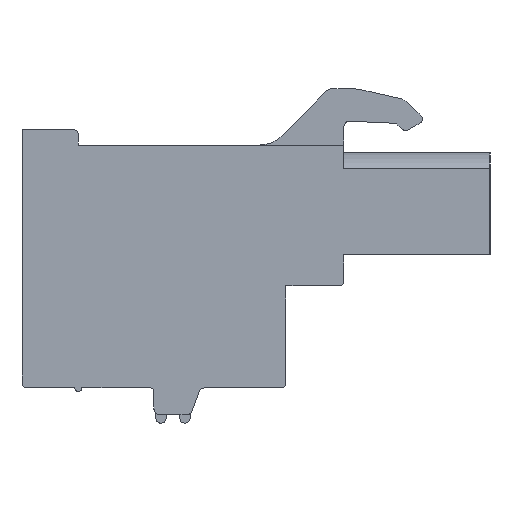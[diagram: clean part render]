
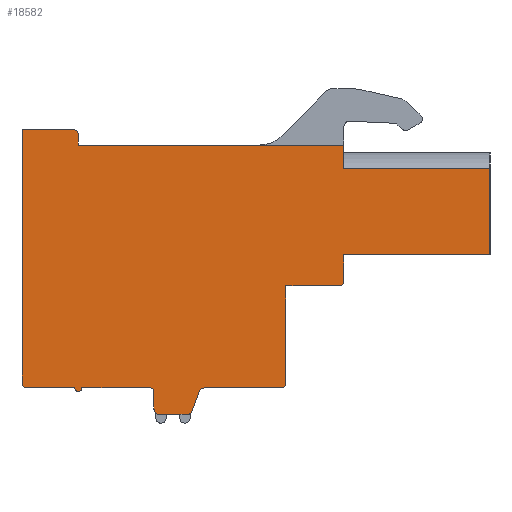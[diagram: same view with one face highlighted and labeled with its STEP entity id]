
A CAD part, left-side view. The second image highlights one B-rep face of the part: STEP entity #18582.
In plain terms, the highlighted planar face has unit normal (-1, 0, 0).
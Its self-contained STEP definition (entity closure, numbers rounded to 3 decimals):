
#1=CARTESIAN_POINT('',(0.,-5.36,-0.74));
#2=DIRECTION('',(-1.,0.,0.));
#3=DIRECTION('',(0.,0.,-1.));
#4=AXIS2_PLACEMENT_3D('',#1,#2,#3);
#6=CARTESIAN_POINT('',(0.,-2.06,-6.54));
#7=DIRECTION('',(1.,0.,0.));
#8=DIRECTION('',(0.,-1.,0.));
#9=AXIS2_PLACEMENT_3D('',#6,#7,#8);
#11=DIRECTION('',(0.,1.,0.));
#12=VECTOR('',#11,4.34);
#13=CARTESIAN_POINT('',(0.,-2.06,-6.84));
#14=LINE('',#13,#12);
#15=CARTESIAN_POINT('',(0.,2.28,-7.14));
#16=DIRECTION('',(-1.,0.,0.));
#17=DIRECTION('',(0.,0.,1.));
#18=AXIS2_PLACEMENT_3D('',#15,#16,#17);
#20=DIRECTION('',(0.,0.345,-0.939));
#21=VECTOR('',#20,1.179);
#22=CARTESIAN_POINT('',(0.,2.562,-7.037));
#23=LINE('',#22,#21);
#24=CARTESIAN_POINT('',(0.,3.25,-8.04));
#25=DIRECTION('',(1.,0.,0.));
#26=DIRECTION('',(0.,-0.939,-0.345));
#27=AXIS2_PLACEMENT_3D('',#24,#25,#26);
#29=DIRECTION('',(0.,1.,0.));
#30=VECTOR('',#29,1.59);
#31=CARTESIAN_POINT('',(0.,3.25,-8.34));
#32=LINE('',#31,#30);
#33=CARTESIAN_POINT('',(0.,4.84,-8.04));
#34=DIRECTION('',(1.,0.,0.));
#35=DIRECTION('',(0.,0.,-1.));
#36=AXIS2_PLACEMENT_3D('',#33,#34,#35);
#38=DIRECTION('',(0.,0.,1.));
#39=VECTOR('',#38,1.);
#40=CARTESIAN_POINT('',(0.,5.14,-8.04));
#41=LINE('',#40,#39);
#42=CARTESIAN_POINT('',(0.,5.34,-7.04));
#43=DIRECTION('',(-1.,0.,0.));
#44=DIRECTION('',(0.,-1.,0.));
#45=AXIS2_PLACEMENT_3D('',#42,#43,#44);
#47=DIRECTION('',(0.,1.,0.));
#48=VECTOR('',#47,3.9);
#49=CARTESIAN_POINT('',(0.,5.34,-6.84));
#50=LINE('',#49,#48);
#51=CARTESIAN_POINT('',(0.,9.44,-6.84));
#52=DIRECTION('',(1.,0.,0.));
#53=DIRECTION('',(0.,-1.,0.));
#54=AXIS2_PLACEMENT_3D('',#51,#52,#53);
#56=DIRECTION('',(0.,1.,0.));
#57=VECTOR('',#56,2.7);
#58=CARTESIAN_POINT('',(0.,9.64,-6.84));
#59=LINE('',#58,#57);
#60=CARTESIAN_POINT('',(0.,12.34,-6.54));
#61=DIRECTION('',(1.,0.,0.));
#62=DIRECTION('',(0.,0.,-1.));
#63=AXIS2_PLACEMENT_3D('',#60,#61,#62);
#65=DIRECTION('',(0.,0.,1.));
#66=VECTOR('',#65,0.5);
#67=CARTESIAN_POINT('',(0.,12.64,-6.54));
#68=LINE('',#67,#66);
#69=DIRECTION('',(0.,0.,1.));
#70=VECTOR('',#69,13.9);
#71=CARTESIAN_POINT('',(0.,12.64,-6.04));
#72=LINE('',#71,#70);
#73=DIRECTION('',(0.,-1.,0.));
#74=VECTOR('',#73,2.9);
#75=CARTESIAN_POINT('',(0.,12.64,7.86));
#76=LINE('',#75,#74);
#77=CARTESIAN_POINT('',(0.,9.74,7.56));
#78=DIRECTION('',(1.,0.,0.));
#79=DIRECTION('',(0.,0.,1.));
#80=AXIS2_PLACEMENT_3D('',#77,#78,#79);
#82=DIRECTION('',(0.,0.,-1.));
#83=VECTOR('',#82,0.6);
#84=CARTESIAN_POINT('',(0.,9.44,7.56));
#85=LINE('',#84,#83);
#86=DIRECTION('',(0.,-1.,0.));
#87=VECTOR('',#86,15.1);
#88=CARTESIAN_POINT('',(0.,9.44,6.96));
#89=LINE('',#88,#87);
#90=DIRECTION('',(0.,1.,0.));
#91=VECTOR('',#90,8.3);
#92=CARTESIAN_POINT('',(0.,-13.96,5.635));
#93=LINE('',#92,#91);
#94=DIRECTION('',(0.,1.,0.));
#95=VECTOR('',#94,8.3);
#96=CARTESIAN_POINT('',(0.,-13.96,0.73));
#97=LINE('',#96,#95);
#98=DIRECTION('',(0.,0.,-1.));
#99=VECTOR('',#98,1.47);
#100=CARTESIAN_POINT('',(0.,-5.66,0.73));
#101=LINE('',#100,#99);
#1506=DIRECTION('',(0.,0.,1.));
#1507=VECTOR('',#1506,4.905);
#1508=CARTESIAN_POINT('',(0.,-13.96,0.73));
#1509=LINE('',#1508,#1507);
#2433=DIRECTION('',(0.,0.,1.));
#2434=VECTOR('',#2433,1.325);
#2435=CARTESIAN_POINT('',(0.,-5.66,5.635));
#2436=LINE('',#2435,#2434);
#7371=DIRECTION('',(0.,0.,1.));
#7372=VECTOR('',#7371,5.5);
#7373=CARTESIAN_POINT('',(0.,-2.36,-6.54));
#7374=LINE('',#7373,#7372);
#7379=DIRECTION('',(0.,-1.,0.));
#7380=VECTOR('',#7379,3.);
#7381=CARTESIAN_POINT('',(0.,-2.36,-1.04));
#7382=LINE('',#7381,#7380);
#14101=CARTESIAN_POINT('',(0.,12.34,-6.84));
#14102=CARTESIAN_POINT('',(0.,12.64,-6.54));
#14103=VERTEX_POINT('',#14101);
#14104=VERTEX_POINT('',#14102);
#14105=CARTESIAN_POINT('',(0.,12.64,-6.04));
#14106=VERTEX_POINT('',#14105);
#14107=CARTESIAN_POINT('',(0.,12.64,7.86));
#14108=VERTEX_POINT('',#14107);
#14109=CARTESIAN_POINT('',(0.,9.74,7.86));
#14110=VERTEX_POINT('',#14109);
#14111=CARTESIAN_POINT('',(0.,9.44,7.56));
#14112=VERTEX_POINT('',#14111);
#14113=CARTESIAN_POINT('',(0.,9.44,6.96));
#14114=VERTEX_POINT('',#14113);
#14115=CARTESIAN_POINT('',(0.,-5.66,6.96));
#14116=VERTEX_POINT('',#14115);
#14117=CARTESIAN_POINT('',(0.,-13.96,0.73));
#14118=CARTESIAN_POINT('',(0.,-5.66,0.73));
#14119=VERTEX_POINT('',#14117);
#14120=VERTEX_POINT('',#14118);
#14121=CARTESIAN_POINT('',(0.,-2.36,-6.54));
#14122=CARTESIAN_POINT('',(0.,-2.06,-6.84));
#14123=VERTEX_POINT('',#14121);
#14124=VERTEX_POINT('',#14122);
#14125=CARTESIAN_POINT('',(0.,2.28,-6.84));
#14126=VERTEX_POINT('',#14125);
#14127=CARTESIAN_POINT('',(0.,2.562,-7.037));
#14128=VERTEX_POINT('',#14127);
#14129=CARTESIAN_POINT('',(0.,2.968,-8.143));
#14130=VERTEX_POINT('',#14129);
#14131=CARTESIAN_POINT('',(0.,3.25,-8.34));
#14132=VERTEX_POINT('',#14131);
#14133=CARTESIAN_POINT('',(0.,4.84,-8.34));
#14134=VERTEX_POINT('',#14133);
#14135=CARTESIAN_POINT('',(0.,5.14,-8.04));
#14136=VERTEX_POINT('',#14135);
#14137=CARTESIAN_POINT('',(0.,5.14,-7.04));
#14138=VERTEX_POINT('',#14137);
#14139=CARTESIAN_POINT('',(0.,5.34,-6.84));
#14140=VERTEX_POINT('',#14139);
#14141=CARTESIAN_POINT('',(0.,9.24,-6.84));
#14142=VERTEX_POINT('',#14141);
#14143=CARTESIAN_POINT('',(0.,9.64,-6.84));
#14144=VERTEX_POINT('',#14143);
#14437=CARTESIAN_POINT('',(0.,-13.96,5.635));
#14438=CARTESIAN_POINT('',(0.,-5.66,5.635));
#14439=VERTEX_POINT('',#14437);
#14440=VERTEX_POINT('',#14438);
#18373=CARTESIAN_POINT('',(0.,-5.36,-1.04));
#18374=CARTESIAN_POINT('',(0.,-5.66,-0.74));
#18375=VERTEX_POINT('',#18373);
#18376=VERTEX_POINT('',#18374);
#18377=CARTESIAN_POINT('',(0.,-2.36,-1.04));
#18378=VERTEX_POINT('',#18377);
#18521=CARTESIAN_POINT('',(0.,0.,0.));
#18522=DIRECTION('',(1.,0.,0.));
#18523=DIRECTION('',(0.,-1.,0.));
#18524=AXIS2_PLACEMENT_3D('',#18521,#18522,#18523);
#18525=PLANE('',#18524);
#18527=ORIENTED_EDGE('',*,*,#18526,.F.);
#18529=ORIENTED_EDGE('',*,*,#18528,.F.);
#18531=ORIENTED_EDGE('',*,*,#18530,.F.);
#18533=ORIENTED_EDGE('',*,*,#18532,.T.);
#18535=ORIENTED_EDGE('',*,*,#18534,.T.);
#18537=ORIENTED_EDGE('',*,*,#18536,.T.);
#18539=ORIENTED_EDGE('',*,*,#18538,.T.);
#18541=ORIENTED_EDGE('',*,*,#18540,.T.);
#18543=ORIENTED_EDGE('',*,*,#18542,.T.);
#18545=ORIENTED_EDGE('',*,*,#18544,.T.);
#18547=ORIENTED_EDGE('',*,*,#18546,.T.);
#18549=ORIENTED_EDGE('',*,*,#18548,.T.);
#18551=ORIENTED_EDGE('',*,*,#18550,.T.);
#18553=ORIENTED_EDGE('',*,*,#18552,.T.);
#18555=ORIENTED_EDGE('',*,*,#18554,.T.);
#18557=ORIENTED_EDGE('',*,*,#18556,.T.);
#18559=ORIENTED_EDGE('',*,*,#18558,.T.);
#18561=ORIENTED_EDGE('',*,*,#18560,.T.);
#18563=ORIENTED_EDGE('',*,*,#18562,.T.);
#18565=ORIENTED_EDGE('',*,*,#18564,.T.);
#18567=ORIENTED_EDGE('',*,*,#18566,.T.);
#18569=ORIENTED_EDGE('',*,*,#18568,.T.);
#18571=ORIENTED_EDGE('',*,*,#18570,.F.);
#18573=ORIENTED_EDGE('',*,*,#18572,.F.);
#18575=ORIENTED_EDGE('',*,*,#18574,.F.);
#18577=ORIENTED_EDGE('',*,*,#18576,.T.);
#18579=ORIENTED_EDGE('',*,*,#18578,.T.);
#18580=EDGE_LOOP('',(#18527,#18529,#18531,#18533,#18535,#18537,#18539,#18541,
#18543,#18545,#18547,#18549,#18551,#18553,#18555,#18557,#18559,#18561,#18563,
#18565,#18567,#18569,#18571,#18573,#18575,#18577,#18579));
#18581=FACE_OUTER_BOUND('',#18580,.F.);
#18582=ADVANCED_FACE('',(#18581),#18525,.F.);
#5=CIRCLE('',#4,0.3);
#10=CIRCLE('',#9,0.3);
#19=CIRCLE('',#18,0.3);
#28=CIRCLE('',#27,0.3);
#37=CIRCLE('',#36,0.3);
#46=CIRCLE('',#45,0.2);
#55=CIRCLE('',#54,0.2);
#64=CIRCLE('',#63,0.3);
#81=CIRCLE('',#80,0.3);
#18526=EDGE_CURVE('',#18375,#18376,#5,.T.);
#18528=EDGE_CURVE('',#18378,#18375,#7382,.T.);
#18530=EDGE_CURVE('',#14123,#18378,#7374,.T.);
#18532=EDGE_CURVE('',#14123,#14124,#10,.T.);
#18534=EDGE_CURVE('',#14124,#14126,#14,.T.);
#18536=EDGE_CURVE('',#14126,#14128,#19,.T.);
#18538=EDGE_CURVE('',#14128,#14130,#23,.T.);
#18540=EDGE_CURVE('',#14130,#14132,#28,.T.);
#18542=EDGE_CURVE('',#14132,#14134,#32,.T.);
#18544=EDGE_CURVE('',#14134,#14136,#37,.T.);
#18546=EDGE_CURVE('',#14136,#14138,#41,.T.);
#18548=EDGE_CURVE('',#14138,#14140,#46,.T.);
#18550=EDGE_CURVE('',#14140,#14142,#50,.T.);
#18552=EDGE_CURVE('',#14142,#14144,#55,.T.);
#18554=EDGE_CURVE('',#14144,#14103,#59,.T.);
#18556=EDGE_CURVE('',#14103,#14104,#64,.T.);
#18558=EDGE_CURVE('',#14104,#14106,#68,.T.);
#18560=EDGE_CURVE('',#14106,#14108,#72,.T.);
#18562=EDGE_CURVE('',#14108,#14110,#76,.T.);
#18564=EDGE_CURVE('',#14110,#14112,#81,.T.);
#18566=EDGE_CURVE('',#14112,#14114,#85,.T.);
#18568=EDGE_CURVE('',#14114,#14116,#89,.T.);
#18570=EDGE_CURVE('',#14440,#14116,#2436,.T.);
#18572=EDGE_CURVE('',#14439,#14440,#93,.T.);
#18574=EDGE_CURVE('',#14119,#14439,#1509,.T.);
#18576=EDGE_CURVE('',#14119,#14120,#97,.T.);
#18578=EDGE_CURVE('',#14120,#18376,#101,.T.);
